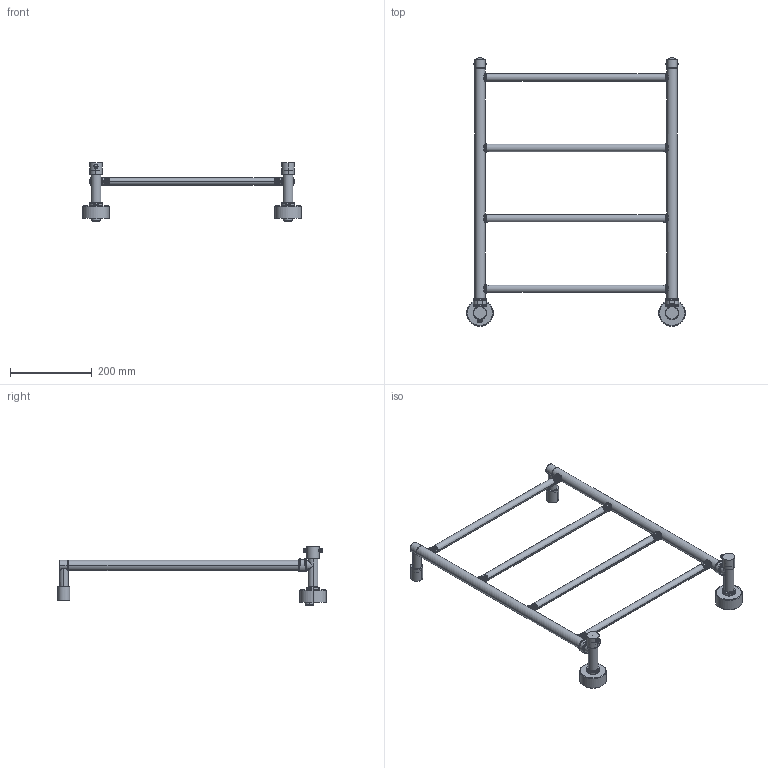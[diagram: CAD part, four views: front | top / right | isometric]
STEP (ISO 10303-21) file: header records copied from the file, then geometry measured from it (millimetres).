
FILE_DESCRIPTION((''),'2;1');
FILE_NAME('3-482_ASM','2023-07-03T14:07:45',('Creo'),(''),'CREO PARAMETRIC BY PTC INC, 2021284','CREO PARAMETRIC BY PTC INC, 2021284','');
FILE_SCHEMA(('CONFIG_CONTROL_DESIGN'));
Length unit declared in the file: millimetre
Products named in the file (37): AT0000AC81GR; RC0000AE39GR; GU0000AA90XX; GU0000AA92XX; AN0000AA57GR; RCAS00AE39GR_ASM; RC0000AE01GR; VT0000TH01GR; GU0000AA89XX; VTAS00TH01_ASM; GU0000AA83XX; AN0000AA02GR; VT0000AA20; RC0000AA30GR; VT0000AA69AC; AC0000AA02GR; GU0000AA50XX; ACAS00AA02GR_ASM; RCAS00AE01GR_ASM; AT0000AC79TO; CP0000AA84GR; RC0000AA01RC; DA0000AA02GR; GU0000AA36XX; RCAS00AA01GR_ASM; VITONE-P03-PER-RUBINETTO; GU0000AA06XX; VTAS00AA01GR_ASM; RS0006AA03GR; AC0000AA27NN; CPAS00AA84TO_ASM; VT0000AA27AC; CP0000AA22GR; VT0000AA08AC; MN0000AA08GR; CPAS00AA22_ASM; 3-482_ASM
Assembly tree (60 placements, depth 4):
  3-482_ASM
    AT0000AC81GR  x2
    RCAS00AE39GR_ASM  x8
      RC0000AE39GR
      GU0000AA90XX
      GU0000AA92XX
      AN0000AA57GR
    RCAS00AE01GR_ASM  x2
      RC0000AE01GR
      VTAS00TH01_ASM
        VT0000TH01GR
        GU0000AA89XX
      GU0000AA83XX
      AN0000AA02GR
      VT0000AA20
      RC0000AA30GR
      VT0000AA69AC
      ACAS00AA02GR_ASM
        AC0000AA02GR
        GU0000AA50XX
    AT0000AC79TO  x4
    CPAS00AA84TO_ASM  x2
      CP0000AA84GR
      RCAS00AA01GR_ASM
        RC0000AA01RC
        DA0000AA02GR
        GU0000AA36XX
        GU0000AA83XX
      VTAS00AA01GR_ASM
        VITONE-P03-PER-RUBINETTO
        GU0000AA06XX
      RS0006AA03GR
      AC0000AA27NN
    VT0000AA27AC  x8
    CPAS00AA22_ASM  x2
      CP0000AA22GR
      VT0000AA08AC
      MN0000AA08GR
Bounding box: 535 x 657.27 x 143.8 mm (x, y, z)
Volume: 733710 mm3; surface area: 552041.2 mm2
Topology: 106 solids, 174 shells, 3308 faces, 7348 edges, 4384 vertices
Faces by surface type: plane 1200, cylinder 1110, cone 736, torus 182, bspline 80
Entity records: 46746 total; most frequent: CARTESIAN_POINT 18446, DIRECTION 6105, ORIENTED_EDGE 5454, EDGE_CURVE 2778, AXIS2_PLACEMENT_3D 2567, VERTEX_POINT 1644, EDGE_LOOP 1366, FACE_OUTER_BOUND 1248
